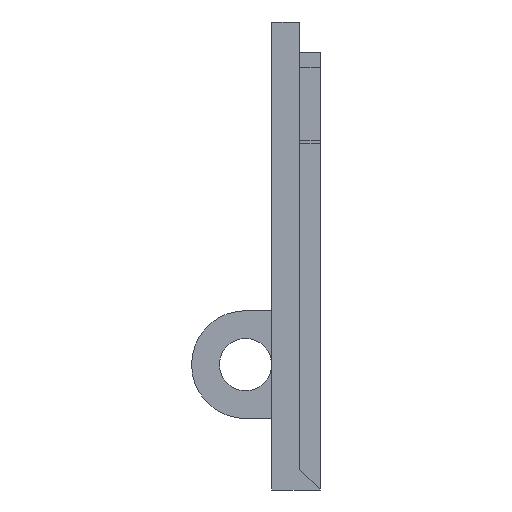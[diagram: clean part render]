
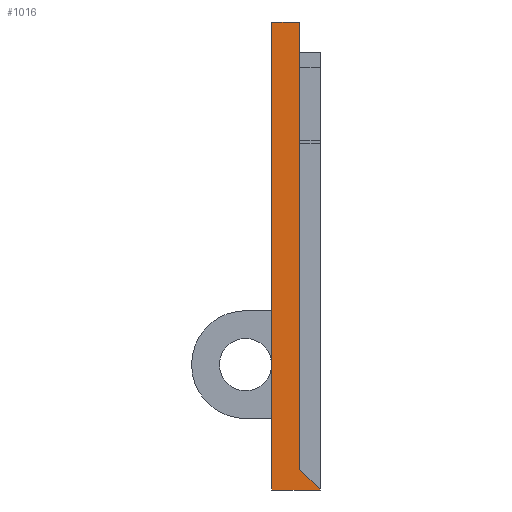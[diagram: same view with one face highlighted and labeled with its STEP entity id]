
A CAD part, left-side view. The second image highlights one B-rep face of the part: STEP entity #1016.
In plain terms, the highlighted planar face has unit normal (-1, 0, 0).
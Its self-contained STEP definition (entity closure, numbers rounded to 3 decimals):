
#101 = CARTESIAN_POINT ( 'NONE',  ( 0., 8.5, 0. ) ) ;
#177 = DIRECTION ( 'NONE',  ( 0., -1., 0. ) ) ;
#498 = DIRECTION ( 'NONE',  ( 0., 0., 1. ) ) ;
#586 = CARTESIAN_POINT ( 'NONE',  ( 0., 6., -128.4 ) ) ;
#740 = VECTOR ( 'NONE', #1258, 1000. ) ;
#780 = EDGE_CURVE ( 'NONE', #3596, #5346, #1103, .T. ) ;
#1016 = ADVANCED_FACE ( 'NONE', ( #2287 ), #3857, .T. ) ;
#1034 = CARTESIAN_POINT ( 'NONE',  ( 0., 14., 0. ) ) ;
#1045 = CARTESIAN_POINT ( 'NONE',  ( 0., 8.5, 0. ) ) ;
#1078 = AXIS2_PLACEMENT_3D ( 'NONE', #1045, #1526, #2402 ) ;
#1103 = LINE ( 'NONE', #3559, #740 ) ;
#1158 = ORIENTED_EDGE ( 'NONE', *, *, #5620, .F. ) ;
#1258 = DIRECTION ( 'NONE',  ( 0., -0.707, -0.707 ) ) ;
#1378 = ORIENTED_EDGE ( 'NONE', *, *, #780, .F. ) ;
#1526 = DIRECTION ( 'NONE',  ( -1., 0., 0. ) ) ;
#1601 = LINE ( 'NONE', #101, #6069 ) ;
#1648 = DIRECTION ( 'NONE',  ( 0., -1., 0. ) ) ;
#1649 = VECTOR ( 'NONE', #1648, 1000. ) ;
#1651 = DIRECTION ( 'NONE',  ( 0., 0., 1. ) ) ;
#1676 = EDGE_LOOP ( 'NONE', ( #1378, #5226, #1158, #6000, #3154 ) ) ;
#1773 = VECTOR ( 'NONE', #498, 1000. ) ;
#2227 = LINE ( 'NONE', #5907, #1649 ) ;
#2287 = FACE_OUTER_BOUND ( 'NONE', #1676, .T. ) ;
#2291 = EDGE_CURVE ( 'NONE', #3640, #6010, #2515, .T. ) ;
#2402 = DIRECTION ( 'NONE',  ( 0., 0., 1. ) ) ;
#2407 = CARTESIAN_POINT ( 'NONE',  ( 0., 6., 0. ) ) ;
#2512 = EDGE_CURVE ( 'NONE', #3640, #5346, #2227, .T. ) ;
#2515 = LINE ( 'NONE', #1034, #1773 ) ;
#2542 = LINE ( 'NONE', #5064, #3871 ) ;
#2735 = CARTESIAN_POINT ( 'NONE',  ( 0., 0., -134.4 ) ) ;
#3154 = ORIENTED_EDGE ( 'NONE', *, *, #2512, .T. ) ;
#3207 = EDGE_CURVE ( 'NONE', #3596, #3364, #2542, .T. ) ;
#3364 = VERTEX_POINT ( 'NONE', #2407 ) ;
#3559 = CARTESIAN_POINT ( 'NONE',  ( 0., 6., -128.4 ) ) ;
#3596 = VERTEX_POINT ( 'NONE', #586 ) ;
#3640 = VERTEX_POINT ( 'NONE', #4748 ) ;
#3857 = PLANE ( 'NONE',  #1078 ) ;
#3871 = VECTOR ( 'NONE', #1651, 1000. ) ;
#4177 = CARTESIAN_POINT ( 'NONE',  ( 0., 14., 0. ) ) ;
#4748 = CARTESIAN_POINT ( 'NONE',  ( 0., 14., -134.4 ) ) ;
#5064 = CARTESIAN_POINT ( 'NONE',  ( 0., 6., -13. ) ) ;
#5226 = ORIENTED_EDGE ( 'NONE', *, *, #3207, .T. ) ;
#5346 = VERTEX_POINT ( 'NONE', #2735 ) ;
#5620 = EDGE_CURVE ( 'NONE', #6010, #3364, #1601, .T. ) ;
#5907 = CARTESIAN_POINT ( 'NONE',  ( 0., 8.5, -134.4 ) ) ;
#6000 = ORIENTED_EDGE ( 'NONE', *, *, #2291, .F. ) ;
#6010 = VERTEX_POINT ( 'NONE', #4177 ) ;
#6069 = VECTOR ( 'NONE', #177, 1000. ) ;
